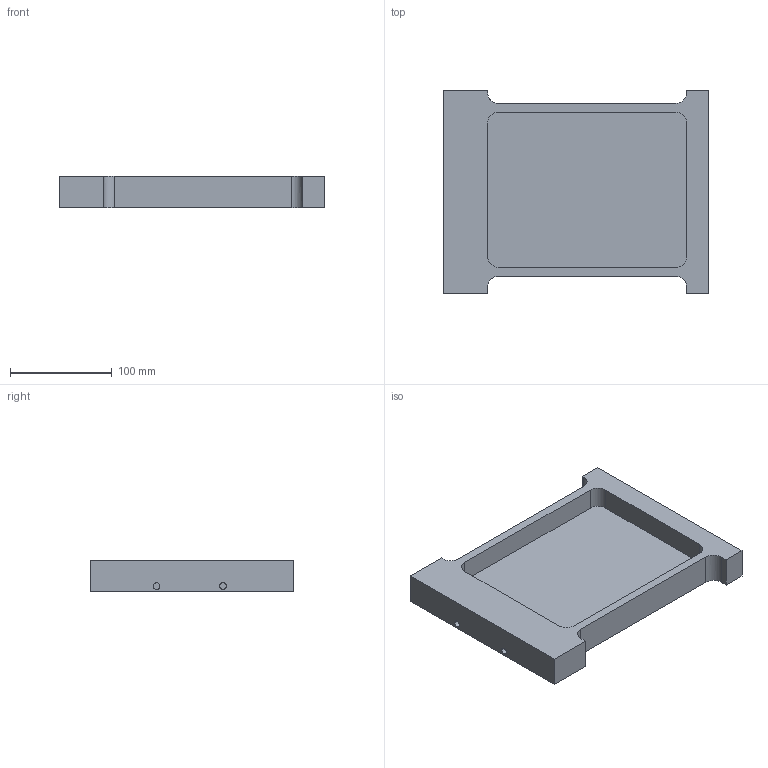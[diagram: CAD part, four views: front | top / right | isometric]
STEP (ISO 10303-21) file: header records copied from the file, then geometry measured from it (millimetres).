
FILE_DESCRIPTION(/* description */ (''),/* implementation_level */ '2;1');
FILE_NAME(/* name */ 'CORBEILLE_A_FRUITS_V1',/* time_stamp */ '2018-04-13T11:11:15+02:00',/* author */ (''),/* organization */ (''),/* preprocessor_version */ 'ST-DEVELOPER v14',/* originating_system */ '',/* authorisation */ '');
FILE_SCHEMA (('CONFIG_CONTROL_DESIGN'));
Length unit declared in the file: millimetre
Products named in the file (1): Document
Bounding box: 260.87 x 200 x 30.43 mm (x, y, z)
Volume: 762396 mm3; surface area: 138122 mm2
Topology: 1 solids, 1 shells, 39 faces, 96 edges, 64 vertices
Faces by surface type: plane 23, bspline 16
Entity records: 1227 total; most frequent: CARTESIAN_POINT 569, ORIENTED_EDGE 192, EDGE_CURVE 96, VERTEX_POINT 64, EDGE_LOOP 44, ADVANCED_FACE 39, FACE_OUTER_BOUND 39, DIRECTION 27
